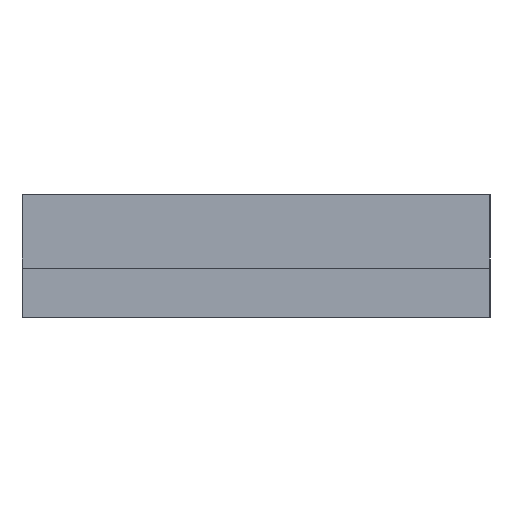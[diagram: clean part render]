
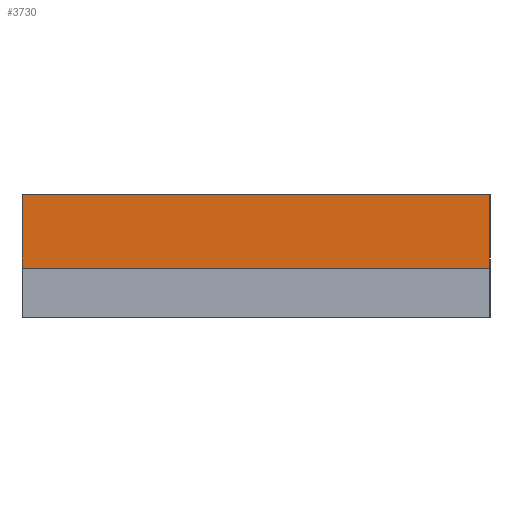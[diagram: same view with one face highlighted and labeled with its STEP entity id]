
A CAD part, left-side view. The second image highlights one B-rep face of the part: STEP entity #3730.
In plain terms, the highlighted planar face has unit normal (-1, 0, 0).
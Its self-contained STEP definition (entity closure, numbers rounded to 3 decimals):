
#120=CARTESIAN_POINT('',(-24.1,16.07,0.19));
#130=VERTEX_POINT('',#120);
#280=CARTESIAN_POINT('',(-24.1,-16.07,0.19));
#290=VERTEX_POINT('',#280);
#320=CARTESIAN_POINT('',(-24.1,0.,0.19));
#330=DIRECTION('',(0.,-1.,0.));
#340=VECTOR('',#330,1.);
#350=LINE('',#320,#340);
#360=EDGE_CURVE('',#130,#290,#350,.T.);
#800=CARTESIAN_POINT('',(-24.1,-16.07,0.));
#810=DIRECTION('',(0.,0.,-1.));
#820=VECTOR('',#810,1.);
#830=LINE('',#800,#820);
#840=CARTESIAN_POINT('',(-24.1,-16.07,-4.87));
#850=VERTEX_POINT('',#840);
#860=EDGE_CURVE('',#290,#850,#830,.T.);
#1800=CARTESIAN_POINT('',(-24.1,16.07,0.));
#1810=DIRECTION('',(0.,0.,1.));
#1820=VECTOR('',#1810,1.);
#1830=LINE('',#1800,#1820);
#1840=CARTESIAN_POINT('',(-24.1,16.07,-4.87));
#1850=VERTEX_POINT('',#1840);
#1860=EDGE_CURVE('',#1850,#130,#1830,.T.);
#3570=CARTESIAN_POINT('',(-24.1,20.,0.));
#3580=DIRECTION('',(-1.,0.,0.));
#3590=DIRECTION('',(0.,1.,0.));
#3600=AXIS2_PLACEMENT_3D('',#3570,#3580,#3590);
#3610=PLANE('',#3600);
#3620=ORIENTED_EDGE('',*,*,#360,.F.);
#3630=ORIENTED_EDGE('',*,*,#860,.F.);
#3640=CARTESIAN_POINT('',(-24.1,0.,-4.87));
#3650=DIRECTION('',(0.,1.,0.));
#3660=VECTOR('',#3650,1.);
#3670=LINE('',#3640,#3660);
#3680=EDGE_CURVE('',#850,#1850,#3670,.T.);
#3690=ORIENTED_EDGE('',*,*,#3680,.F.);
#3700=ORIENTED_EDGE('',*,*,#1860,.F.);
#3710=EDGE_LOOP('',(#3700,#3690,#3630,#3620));
#3720=FACE_OUTER_BOUND('',#3710,.T.);
#3730=ADVANCED_FACE('',(#3720),#3610,.T.);
